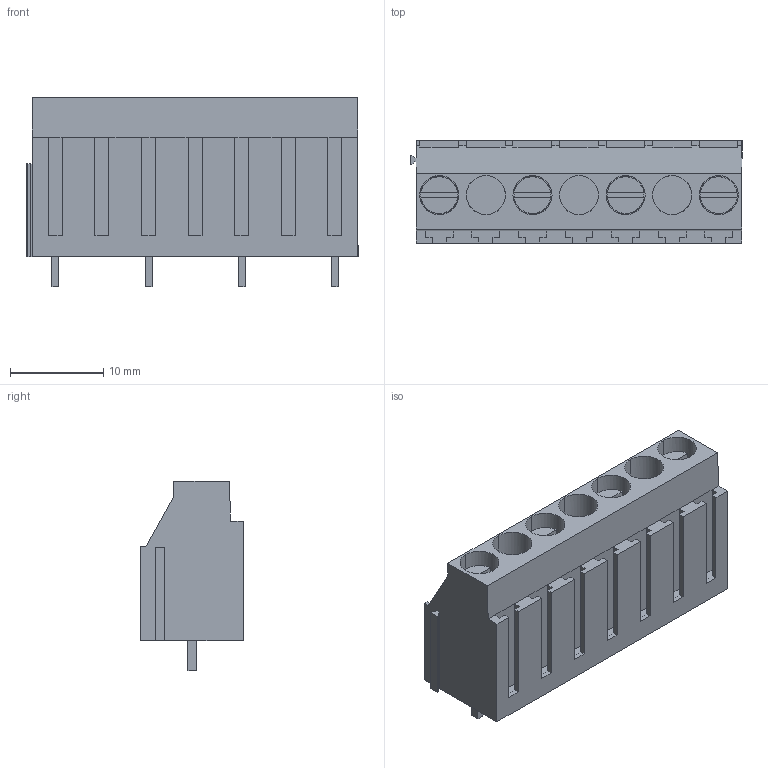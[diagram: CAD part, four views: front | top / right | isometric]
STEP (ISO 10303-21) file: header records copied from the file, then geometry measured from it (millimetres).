
FILE_DESCRIPTION(('CATIA V5 STEP Exchange','CAx-IF Rec.Pracs.--- Model Styling and Organization---1.4--- 2014-01-23'),'2;1');
FILE_NAME ('370520-1_0_2613400000_2613400000.stp','2022-06-10T08:41:07+00:00',('none'),('Weidmueller'),'CATIA Version 5-6 Release 2016 SP3 HF44','CATIA V5 STEP AP214','none');
FILE_SCHEMA(('AUTOMOTIVE_DESIGN { 1 0 10303 214 1 1 1 1 }'));
Length unit declared in the file: millimetre
Products named in the file (1): 2613400000
Bounding box: 35.65 x 11 x 20.32 mm (x, y, z)
Volume: 4569.9 mm3; surface area: 3943.5 mm2
Topology: 9 solids, 9 shells, 433 faces, 1152 edges, 758 vertices
Faces by surface type: plane 403, cylinder 22, extrusion 8
Entity records: 12463 total; most frequent: CARTESIAN_POINT 2461, ORIENTED_EDGE 2304, DIRECTION 1610, EDGE_CURVE 1152, VECTOR 1084, LINE 1076, VERTEX_POINT 758, EDGE_LOOP 454
